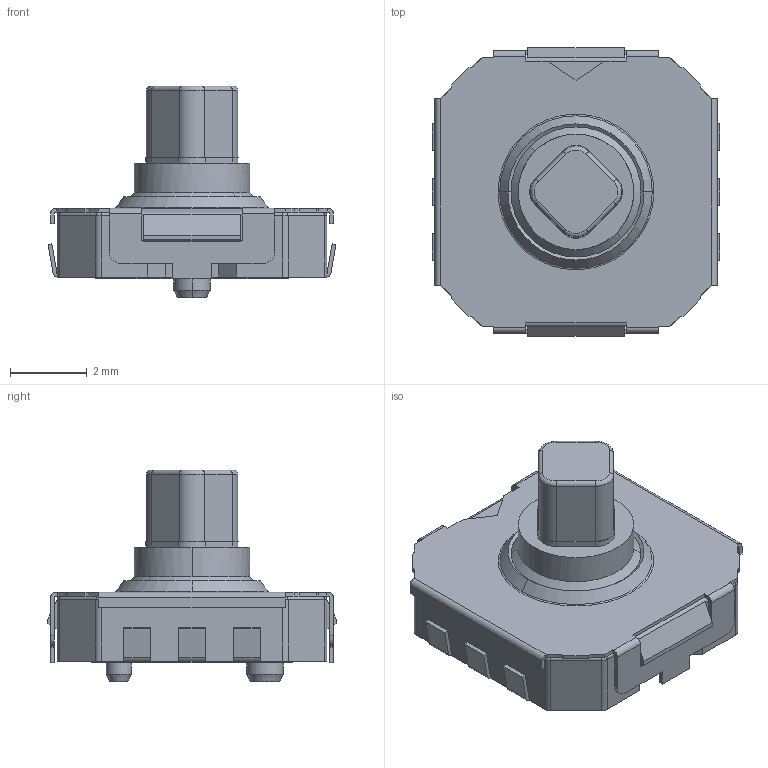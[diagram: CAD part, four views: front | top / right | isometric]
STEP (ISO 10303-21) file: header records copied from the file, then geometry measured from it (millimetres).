
FILE_DESCRIPTION (( 'STEP AP214' ), '1' );
FILE_NAME ('Part1.STEP', '2021-08-01T11:43:42', ( '' ), ( '' ), 'SwSTEP 2.0', 'SolidWorks 2018', '' );
FILE_SCHEMA (( 'AUTOMOTIVE_DESIGN' ));
Length unit declared in the file: millimetre
Products named in the file (2): Part1
Bounding box: 7.48 x 7.5 x 5.5 mm (x, y, z)
Volume: 102.7 mm3; surface area: 210.6 mm2
Topology: 1 solids, 1 shells, 252 faces, 702 edges, 450 vertices
Faces by surface type: plane 148, cylinder 78, bspline 16, cone 10
Entity records: 9526 total; most frequent: CARTESIAN_POINT 1756, ORIENTED_EDGE 1404, DIRECTION 1346, EDGE_CURVE 702, VECTOR 506, LINE 506, VERTEX_POINT 450, AXIS2_PLACEMENT_3D 420
